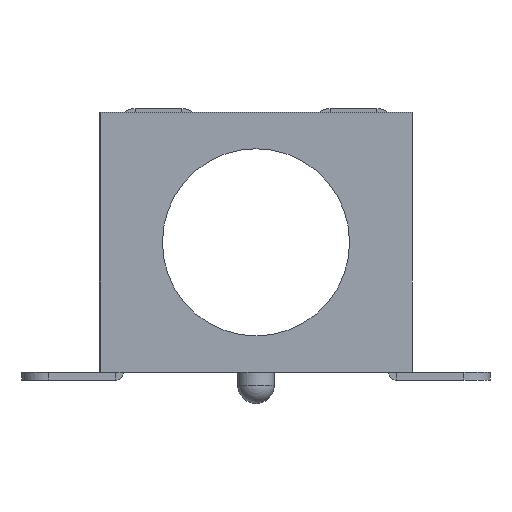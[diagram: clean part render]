
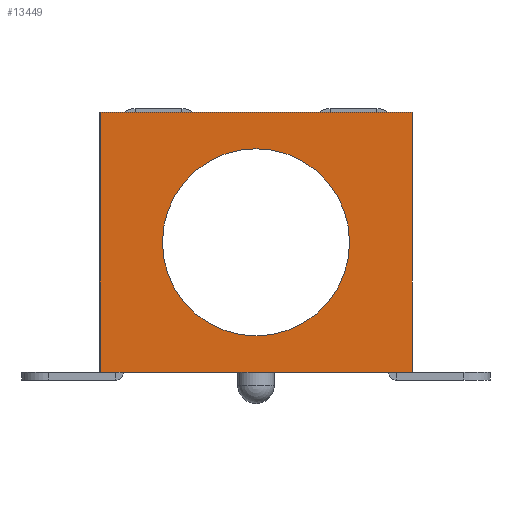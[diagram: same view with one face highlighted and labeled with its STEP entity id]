
A CAD part, front view. The second image highlights one B-rep face of the part: STEP entity #13449.
In plain terms, the highlighted planar face has unit normal (0, -1, 0).
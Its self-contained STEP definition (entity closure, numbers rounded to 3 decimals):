
#157 = VERTEX_POINT ( 'NONE', #6351 ) ;
#284 = CIRCLE ( 'NONE', #16266, 1.8 ) ;
#540 = VERTEX_POINT ( 'NONE', #1990 ) ;
#595 = VERTEX_POINT ( 'NONE', #3731 ) ;
#1574 = ORIENTED_EDGE ( 'NONE', *, *, #14574, .T. ) ;
#1833 = DIRECTION ( 'NONE',  ( 0., 0., -1. ) ) ;
#1905 = FACE_OUTER_BOUND ( 'NONE', #3704, .T. ) ;
#1990 = CARTESIAN_POINT ( 'NONE',  ( 3., -5.5, 5. ) ) ;
#2387 = CARTESIAN_POINT ( 'NONE',  ( 0., -5.5, 2.5 ) ) ;
#3074 = VECTOR ( 'NONE', #1833, 1000. ) ;
#3221 = CARTESIAN_POINT ( 'NONE',  ( -3., -5.5, 5. ) ) ;
#3280 = DIRECTION ( 'NONE',  ( 0., -1., 0. ) ) ;
#3285 = LINE ( 'NONE', #9666, #15164 ) ;
#3405 = LINE ( 'NONE', #8812, #3074 ) ;
#3704 = EDGE_LOOP ( 'NONE', ( #1574, #15837, #9091, #4380 ) ) ;
#3731 = CARTESIAN_POINT ( 'NONE',  ( 0., -5.5, 0.7 ) ) ;
#3912 = CARTESIAN_POINT ( 'NONE',  ( -3., -5.5, 0. ) ) ;
#4380 = ORIENTED_EDGE ( 'NONE', *, *, #6870, .T. ) ;
#4614 = EDGE_CURVE ( 'NONE', #595, #6908, #14080, .T. ) ;
#5352 = DIRECTION ( 'NONE',  ( 0., 0., 1. ) ) ;
#5834 = ORIENTED_EDGE ( 'NONE', *, *, #7801, .F. ) ;
#6233 = EDGE_CURVE ( 'NONE', #540, #12424, #3405, .T. ) ;
#6304 = AXIS2_PLACEMENT_3D ( 'NONE', #8207, #15017, #13751 ) ;
#6351 = CARTESIAN_POINT ( 'NONE',  ( -3., -5.5, 0. ) ) ;
#6870 = EDGE_CURVE ( 'NONE', #9142, #157, #14448, .T. ) ;
#6908 = VERTEX_POINT ( 'NONE', #12350 ) ;
#7085 = DIRECTION ( 'NONE',  ( 1., 0., 0. ) ) ;
#7420 = CARTESIAN_POINT ( 'NONE',  ( 0., -5.5, 2.5 ) ) ;
#7649 = DIRECTION ( 'NONE',  ( 0., -1., 0. ) ) ;
#7801 = EDGE_CURVE ( 'NONE', #6908, #595, #284, .T. ) ;
#8207 = CARTESIAN_POINT ( 'NONE',  ( -3., -5.5, 5. ) ) ;
#8377 = EDGE_LOOP ( 'NONE', ( #13116, #5834 ) ) ;
#8812 = CARTESIAN_POINT ( 'NONE',  ( 3., -5.5, 5. ) ) ;
#9091 = ORIENTED_EDGE ( 'NONE', *, *, #14735, .F. ) ;
#9142 = VERTEX_POINT ( 'NONE', #3221 ) ;
#9666 = CARTESIAN_POINT ( 'NONE',  ( -3., -5.5, 5. ) ) ;
#10279 = CARTESIAN_POINT ( 'NONE',  ( 3., -5.5, 0. ) ) ;
#10318 = DIRECTION ( 'NONE',  ( 0., 0., -1. ) ) ;
#10474 = CARTESIAN_POINT ( 'NONE',  ( -3., -5.5, 5. ) ) ;
#11052 = VECTOR ( 'NONE', #13140, 1000. ) ;
#11535 = VECTOR ( 'NONE', #10318, 1000. ) ;
#12191 = PLANE ( 'NONE',  #6304 ) ;
#12350 = CARTESIAN_POINT ( 'NONE',  ( 0., -5.5, 4.3 ) ) ;
#12424 = VERTEX_POINT ( 'NONE', #10279 ) ;
#13116 = ORIENTED_EDGE ( 'NONE', *, *, #4614, .F. ) ;
#13140 = DIRECTION ( 'NONE',  ( 1., 0., 0. ) ) ;
#13449 = ADVANCED_FACE ( 'NONE', ( #14933, #1905 ), #12191, .F. ) ;
#13751 = DIRECTION ( 'NONE',  ( 0., 0., 1. ) ) ;
#14080 = CIRCLE ( 'NONE', #15435, 1.8 ) ;
#14448 = LINE ( 'NONE', #10474, #11535 ) ;
#14574 = EDGE_CURVE ( 'NONE', #157, #12424, #15716, .T. ) ;
#14735 = EDGE_CURVE ( 'NONE', #9142, #540, #3285, .T. ) ;
#14933 = FACE_BOUND ( 'NONE', #8377, .T. ) ;
#15017 = DIRECTION ( 'NONE',  ( 0., 1., 0. ) ) ;
#15164 = VECTOR ( 'NONE', #7085, 1000. ) ;
#15435 = AXIS2_PLACEMENT_3D ( 'NONE', #2387, #7649, #5352 ) ;
#15716 = LINE ( 'NONE', #3912, #11052 ) ;
#15837 = ORIENTED_EDGE ( 'NONE', *, *, #6233, .F. ) ;
#16266 = AXIS2_PLACEMENT_3D ( 'NONE', #7420, #3280, #16496 ) ;
#16496 = DIRECTION ( 'NONE',  ( 0., 0., 1. ) ) ;
